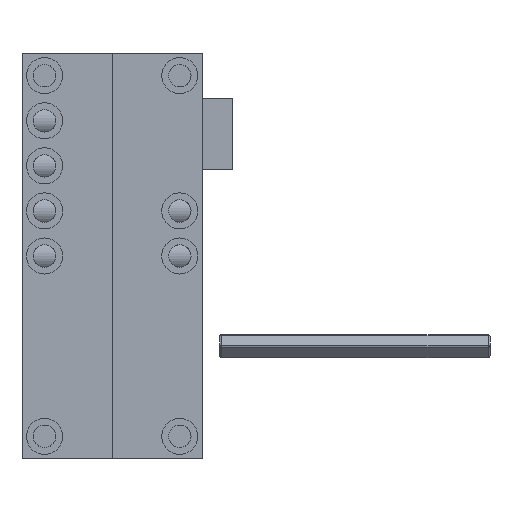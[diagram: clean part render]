
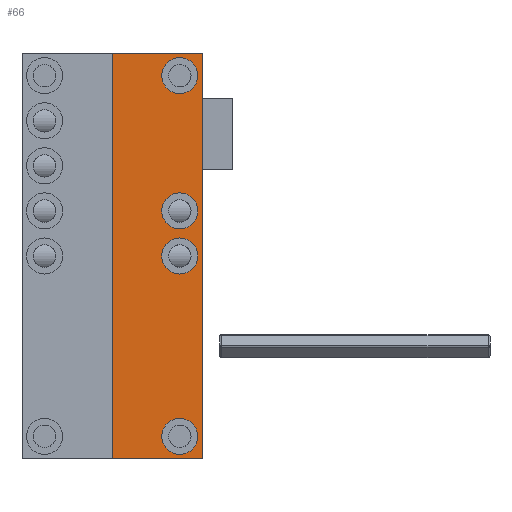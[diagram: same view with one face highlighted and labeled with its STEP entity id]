
A CAD part, front view. The second image highlights one B-rep face of the part: STEP entity #66.
In plain terms, the highlighted planar face has unit normal (0, -1, 0).
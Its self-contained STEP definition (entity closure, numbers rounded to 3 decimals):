
#66 = ADVANCED_FACE ( 'NONE', ( #13060, #9938, #3906, #16805, #22629 ), #35336, .F. ) ;
#592 = EDGE_LOOP ( 'NONE', ( #21901, #33241 ) ) ;
#702 = CIRCLE ( 'NONE', #18632, 4. ) ;
#936 = VERTEX_POINT ( 'NONE', #20837 ) ;
#2065 = DIRECTION ( 'NONE',  ( 0., -1., 0. ) ) ;
#2069 = CARTESIAN_POINT ( 'NONE',  ( 20., -15., 65. ) ) ;
#2241 = DIRECTION ( 'NONE',  ( 0., 0., -1. ) ) ;
#2321 = EDGE_LOOP ( 'NONE', ( #35714, #10971 ) ) ;
#2749 = LINE ( 'NONE', #28147, #4610 ) ;
#2871 = CARTESIAN_POINT ( 'NONE',  ( 15., -15., 60. ) ) ;
#3037 = DIRECTION ( 'NONE',  ( 0., 1., 0. ) ) ;
#3568 = CIRCLE ( 'NONE', #24146, 4. ) ;
#3657 = EDGE_CURVE ( 'NONE', #22671, #20299, #8934, .T. ) ;
#3906 = FACE_BOUND ( 'NONE', #592, .T. ) ;
#4155 = EDGE_CURVE ( 'NONE', #27507, #20299, #2749, .T. ) ;
#4341 = CARTESIAN_POINT ( 'NONE',  ( 15., -15., 24. ) ) ;
#4610 = VECTOR ( 'NONE', #31882, 1000. ) ;
#4935 = VERTEX_POINT ( 'NONE', #11128 ) ;
#6032 = AXIS2_PLACEMENT_3D ( 'NONE', #21159, #27641, #37618 ) ;
#6393 = DIRECTION ( 'NONE',  ( 0., 0., -1. ) ) ;
#6402 = AXIS2_PLACEMENT_3D ( 'NONE', #6834, #3037, #28215 ) ;
#6834 = CARTESIAN_POINT ( 'NONE',  ( 20., -15., 65. ) ) ;
#8225 = AXIS2_PLACEMENT_3D ( 'NONE', #39518, #17682, #23710 ) ;
#8826 = EDGE_CURVE ( 'NONE', #4935, #19169, #21389, .T. ) ;
#8934 = LINE ( 'NONE', #21637, #10557 ) ;
#9089 = EDGE_LOOP ( 'NONE', ( #17138, #19879 ) ) ;
#9459 = EDGE_CURVE ( 'NONE', #18598, #936, #32759, .T. ) ;
#9720 = LINE ( 'NONE', #25537, #26725 ) ;
#9938 = FACE_BOUND ( 'NONE', #35035, .T. ) ;
#9975 = EDGE_CURVE ( 'NONE', #11721, #21617, #3568, .T. ) ;
#9986 = CIRCLE ( 'NONE', #6032, 4. ) ;
#10557 = VECTOR ( 'NONE', #40778, 1000. ) ;
#10715 = EDGE_CURVE ( 'NONE', #15023, #15854, #35530, .T. ) ;
#10971 = ORIENTED_EDGE ( 'NONE', *, *, #24649, .F. ) ;
#11128 = CARTESIAN_POINT ( 'NONE',  ( 15., -15., -24. ) ) ;
#11200 = CARTESIAN_POINT ( 'NONE',  ( 15., -15., -16. ) ) ;
#11516 = CIRCLE ( 'NONE', #8225, 4. ) ;
#11676 = CARTESIAN_POINT ( 'NONE',  ( 20., -15., -25. ) ) ;
#11721 = VERTEX_POINT ( 'NONE', #40242 ) ;
#12344 = EDGE_CURVE ( 'NONE', #19169, #4935, #9986, .T. ) ;
#12442 = EDGE_CURVE ( 'NONE', #936, #18598, #702, .T. ) ;
#12587 = VECTOR ( 'NONE', #18088, 1000. ) ;
#12616 = CARTESIAN_POINT ( 'NONE',  ( 15., -15., 20. ) ) ;
#13060 = FACE_OUTER_BOUND ( 'NONE', #19764, .T. ) ;
#13063 = ORIENTED_EDGE ( 'NONE', *, *, #24128, .F. ) ;
#13642 = ORIENTED_EDGE ( 'NONE', *, *, #4155, .T. ) ;
#13691 = EDGE_CURVE ( 'NONE', #25856, #27507, #9720, .T. ) ;
#15023 = VERTEX_POINT ( 'NONE', #39759 ) ;
#15470 = EDGE_CURVE ( 'NONE', #21617, #11721, #11516, .T. ) ;
#15552 = DIRECTION ( 'NONE',  ( 0., -1., 0. ) ) ;
#15854 = VERTEX_POINT ( 'NONE', #4341 ) ;
#15890 = DIRECTION ( 'NONE',  ( 0., 0., -1. ) ) ;
#16215 = DIRECTION ( 'NONE',  ( 0., -1., 0. ) ) ;
#16805 = FACE_BOUND ( 'NONE', #2321, .T. ) ;
#17138 = ORIENTED_EDGE ( 'NONE', *, *, #12442, .F. ) ;
#17554 = ORIENTED_EDGE ( 'NONE', *, *, #13691, .T. ) ;
#17682 = DIRECTION ( 'NONE',  ( 0., -1., 0. ) ) ;
#18088 = DIRECTION ( 'NONE',  ( 0., 0., -1. ) ) ;
#18598 = VERTEX_POINT ( 'NONE', #23541 ) ;
#18611 = AXIS2_PLACEMENT_3D ( 'NONE', #12616, #21562, #6393 ) ;
#18632 = AXIS2_PLACEMENT_3D ( 'NONE', #2871, #15552, #2241 ) ;
#19169 = VERTEX_POINT ( 'NONE', #11200 ) ;
#19420 = AXIS2_PLACEMENT_3D ( 'NONE', #27967, #28186, #15890 ) ;
#19764 = EDGE_LOOP ( 'NONE', ( #17554, #13642, #26066, #13063 ) ) ;
#19879 = ORIENTED_EDGE ( 'NONE', *, *, #9459, .F. ) ;
#20180 = CARTESIAN_POINT ( 'NONE',  ( 15., -15., 60. ) ) ;
#20299 = VERTEX_POINT ( 'NONE', #39703 ) ;
#20837 = CARTESIAN_POINT ( 'NONE',  ( 15., -15., 56. ) ) ;
#21159 = CARTESIAN_POINT ( 'NONE',  ( 15., -15., -20. ) ) ;
#21389 = CIRCLE ( 'NONE', #19420, 4. ) ;
#21562 = DIRECTION ( 'NONE',  ( 0., -1., 0. ) ) ;
#21617 = VERTEX_POINT ( 'NONE', #25412 ) ;
#21637 = CARTESIAN_POINT ( 'NONE',  ( 20., -15., -25. ) ) ;
#21901 = ORIENTED_EDGE ( 'NONE', *, *, #15470, .F. ) ;
#22207 = DIRECTION ( 'NONE',  ( -1., 0., 0. ) ) ;
#22629 = FACE_BOUND ( 'NONE', #9089, .T. ) ;
#22671 = VERTEX_POINT ( 'NONE', #11676 ) ;
#22744 = DIRECTION ( 'NONE',  ( 0., -1., 0. ) ) ;
#23541 = CARTESIAN_POINT ( 'NONE',  ( 15., -15., 64. ) ) ;
#23710 = DIRECTION ( 'NONE',  ( 0., 0., -1. ) ) ;
#24128 = EDGE_CURVE ( 'NONE', #25856, #22671, #30575, .T. ) ;
#24146 = AXIS2_PLACEMENT_3D ( 'NONE', #35661, #22744, #32135 ) ;
#24649 = EDGE_CURVE ( 'NONE', #15854, #15023, #39842, .T. ) ;
#25412 = CARTESIAN_POINT ( 'NONE',  ( 15., -15., 26. ) ) ;
#25537 = CARTESIAN_POINT ( 'NONE',  ( 20., -15., 65. ) ) ;
#25856 = VERTEX_POINT ( 'NONE', #35699 ) ;
#26066 = ORIENTED_EDGE ( 'NONE', *, *, #3657, .F. ) ;
#26725 = VECTOR ( 'NONE', #22207, 1000. ) ;
#27507 = VERTEX_POINT ( 'NONE', #36172 ) ;
#27641 = DIRECTION ( 'NONE',  ( 0., -1., 0. ) ) ;
#27967 = CARTESIAN_POINT ( 'NONE',  ( 15., -15., -20. ) ) ;
#28147 = CARTESIAN_POINT ( 'NONE',  ( 0., -15., 65. ) ) ;
#28186 = DIRECTION ( 'NONE',  ( 0., -1., 0. ) ) ;
#28215 = DIRECTION ( 'NONE',  ( 0., 0., 1. ) ) ;
#28760 = AXIS2_PLACEMENT_3D ( 'NONE', #20180, #2065, #30178 ) ;
#28916 = DIRECTION ( 'NONE',  ( 0., 0., -1. ) ) ;
#30178 = DIRECTION ( 'NONE',  ( 0., 0., -1. ) ) ;
#30575 = LINE ( 'NONE', #2069, #12587 ) ;
#30886 = ORIENTED_EDGE ( 'NONE', *, *, #12344, .F. ) ;
#30893 = AXIS2_PLACEMENT_3D ( 'NONE', #35568, #16215, #28916 ) ;
#31882 = DIRECTION ( 'NONE',  ( 0., 0., -1. ) ) ;
#32135 = DIRECTION ( 'NONE',  ( 0., 0., -1. ) ) ;
#32759 = CIRCLE ( 'NONE', #28760, 4. ) ;
#33241 = ORIENTED_EDGE ( 'NONE', *, *, #9975, .F. ) ;
#35035 = EDGE_LOOP ( 'NONE', ( #35387, #30886 ) ) ;
#35336 = PLANE ( 'NONE',  #6402 ) ;
#35387 = ORIENTED_EDGE ( 'NONE', *, *, #8826, .F. ) ;
#35530 = CIRCLE ( 'NONE', #30893, 4. ) ;
#35568 = CARTESIAN_POINT ( 'NONE',  ( 15., -15., 20. ) ) ;
#35661 = CARTESIAN_POINT ( 'NONE',  ( 15., -15., 30. ) ) ;
#35699 = CARTESIAN_POINT ( 'NONE',  ( 20., -15., 65. ) ) ;
#35714 = ORIENTED_EDGE ( 'NONE', *, *, #10715, .F. ) ;
#36172 = CARTESIAN_POINT ( 'NONE',  ( 0., -15., 65. ) ) ;
#37618 = DIRECTION ( 'NONE',  ( 0., 0., -1. ) ) ;
#39518 = CARTESIAN_POINT ( 'NONE',  ( 15., -15., 30. ) ) ;
#39703 = CARTESIAN_POINT ( 'NONE',  ( 0., -15., -25. ) ) ;
#39759 = CARTESIAN_POINT ( 'NONE',  ( 15., -15., 16. ) ) ;
#39842 = CIRCLE ( 'NONE', #18611, 4. ) ;
#40242 = CARTESIAN_POINT ( 'NONE',  ( 15., -15., 34. ) ) ;
#40778 = DIRECTION ( 'NONE',  ( -1., 0., 0. ) ) ;
